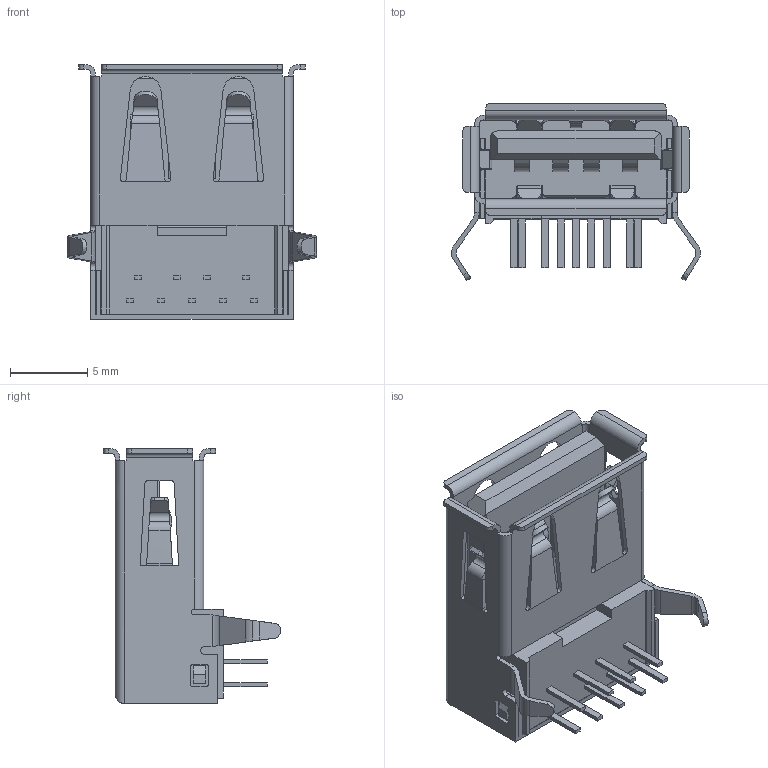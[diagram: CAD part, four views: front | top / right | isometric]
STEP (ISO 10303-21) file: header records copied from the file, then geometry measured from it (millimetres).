
FILE_DESCRIPTION(('STEP AP242'),'1');
FILE_NAME('1932258-1.stp','2022-07-25T02:03:36',('TraceParts'),('TraceParts S.A.'),'Spatial InterOp 3D',' ',' ');
FILE_SCHEMA(('AP242_MANAGED_MODEL_BASED_3D_ENGINEERING_MIM_LF {1 0 10303 442 1 1 4}'));
Length unit declared in the file: millimetre
Products named in the file (1): 1932258-1
Bounding box: 16.1 x 11.45 x 16.48 mm (x, y, z)
Volume: 834.2 mm3; surface area: 1703.2 mm2
Topology: 1 solids, 1 shells, 418 faces, 1112 edges, 700 vertices
Faces by surface type: plane 249, cylinder 111, bspline 58
Entity records: 16204 total; most frequent: CARTESIAN_POINT 6272, ORIENTED_EDGE 2224, DIRECTION 1760, EDGE_CURVE 1112, LINE 786, VECTOR 786, VERTEX_POINT 700, AXIS2_PLACEMENT_3D 487
